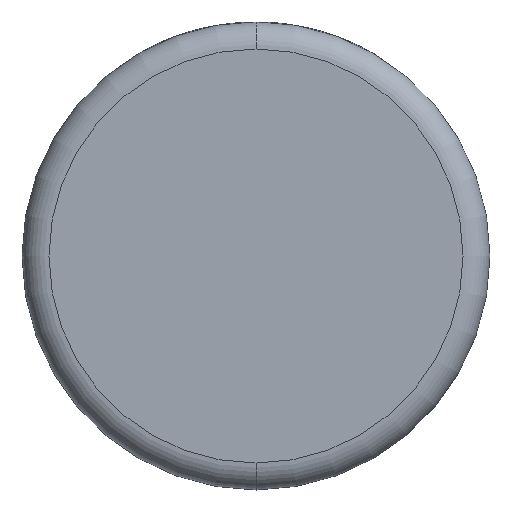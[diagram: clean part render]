
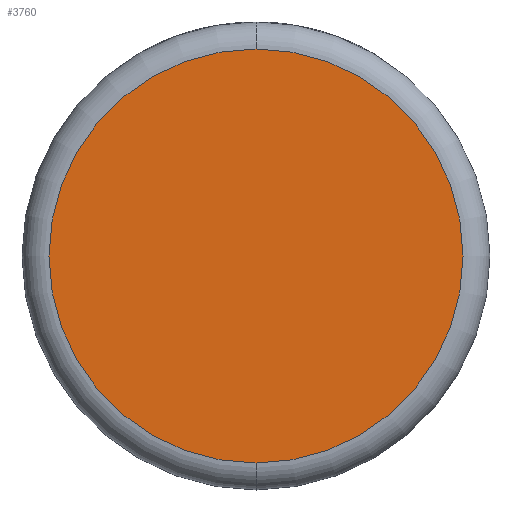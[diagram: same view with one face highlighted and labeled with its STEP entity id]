
A CAD part, front view. The second image highlights one B-rep face of the part: STEP entity #3760.
In plain terms, the highlighted planar face has unit normal (0, -1, 0).
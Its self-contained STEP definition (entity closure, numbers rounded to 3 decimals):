
#51 = CARTESIAN_POINT ( 'NONE',  ( 0., 0., 15.926 ) ) ;
#219 = FACE_OUTER_BOUND ( 'NONE', #2450, .T. ) ;
#276 = VERTEX_POINT ( 'NONE', #51 ) ;
#545 = AXIS2_PLACEMENT_3D ( 'NONE', #4027, #1434, #4366 ) ;
#554 = VERTEX_POINT ( 'NONE', #2483 ) ;
#946 = DIRECTION ( 'NONE',  ( 0., 0., 1. ) ) ;
#1434 = DIRECTION ( 'NONE',  ( 0., -1., 0. ) ) ;
#1526 = CARTESIAN_POINT ( 'NONE',  ( 0., 0., 0. ) ) ;
#1679 = AXIS2_PLACEMENT_3D ( 'NONE', #2300, #2208, #946 ) ;
#1737 = EDGE_CURVE ( 'NONE', #554, #276, #4160, .T. ) ;
#2208 = DIRECTION ( 'NONE',  ( 0., -1., 0. ) ) ;
#2250 = ORIENTED_EDGE ( 'NONE', *, *, #2792, .T. ) ;
#2294 = DIRECTION ( 'NONE',  ( 0., 0., 1. ) ) ;
#2300 = CARTESIAN_POINT ( 'NONE',  ( 0., 0., 0. ) ) ;
#2302 = ORIENTED_EDGE ( 'NONE', *, *, #1737, .T. ) ;
#2450 = EDGE_LOOP ( 'NONE', ( #2250, #2302 ) ) ;
#2483 = CARTESIAN_POINT ( 'NONE',  ( 0., 0., -15.926 ) ) ;
#2792 = EDGE_CURVE ( 'NONE', #276, #554, #3538, .T. ) ;
#3538 = CIRCLE ( 'NONE', #545, 15.926 ) ;
#3664 = AXIS2_PLACEMENT_3D ( 'NONE', #1526, #4151, #2294 ) ;
#3760 = ADVANCED_FACE ( 'NONE', ( #219 ), #3794, .F. ) ;
#3794 = PLANE ( 'NONE',  #3664 ) ;
#4027 = CARTESIAN_POINT ( 'NONE',  ( 0., 0., 0. ) ) ;
#4151 = DIRECTION ( 'NONE',  ( 0., 1., 0. ) ) ;
#4160 = CIRCLE ( 'NONE', #1679, 15.926 ) ;
#4366 = DIRECTION ( 'NONE',  ( 0., 0., 1. ) ) ;
